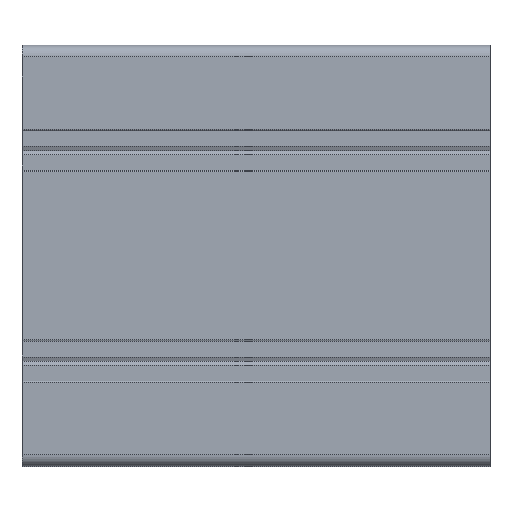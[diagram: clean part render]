
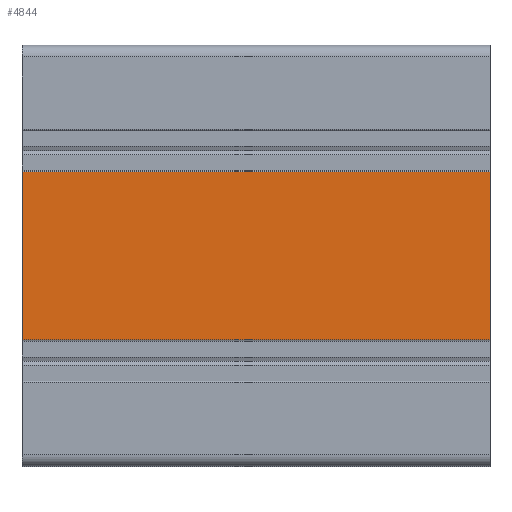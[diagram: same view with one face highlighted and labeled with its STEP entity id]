
A CAD part, top view. The second image highlights one B-rep face of the part: STEP entity #4844.
In plain terms, the highlighted planar face has unit normal (0, 0, 1).
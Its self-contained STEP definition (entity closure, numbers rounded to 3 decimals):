
#115=PLANE('',#5260);
#336=FACE_OUTER_BOUND('',#580,.T.);
#580=EDGE_LOOP('',(#3794,#3795,#3796,#3797));
#1008=LINE('',#7835,#1518);
#1009=LINE('',#7838,#1519);
#1010=LINE('',#7840,#1520);
#1011=LINE('',#7841,#1521);
#1518=VECTOR('',#6402,1.);
#1519=VECTOR('',#6405,1.);
#1520=VECTOR('',#6406,1.);
#1521=VECTOR('',#6407,1.);
#2244=VERTEX_POINT('',#7831);
#2245=VERTEX_POINT('',#7833);
#2246=VERTEX_POINT('',#7837);
#2247=VERTEX_POINT('',#7839);
#2898=EDGE_CURVE('',#2244,#2245,#1008,.T.);
#2899=EDGE_CURVE('',#2244,#2246,#1009,.T.);
#2900=EDGE_CURVE('',#2247,#2245,#1010,.T.);
#2901=EDGE_CURVE('',#2246,#2247,#1011,.T.);
#3794=ORIENTED_EDGE('',*,*,#2899,.F.);
#3795=ORIENTED_EDGE('',*,*,#2898,.T.);
#3796=ORIENTED_EDGE('',*,*,#2900,.F.);
#3797=ORIENTED_EDGE('',*,*,#2901,.F.);
#4844=ADVANCED_FACE('',(#336),#115,.T.);
#5260=AXIS2_PLACEMENT_3D('',#7836,#6403,#6404);
#6402=DIRECTION('',(1.,0.,0.));
#6403=DIRECTION('center_axis',(0.,0.,1.));
#6404=DIRECTION('ref_axis',(0.,-1.,0.));
#6405=DIRECTION('',(0.,1.,0.));
#6406=DIRECTION('',(0.,-1.,0.));
#6407=DIRECTION('',(1.,0.,0.));
#7831=CARTESIAN_POINT('',(0.,27.05,45.));
#7833=CARTESIAN_POINT('',(100.,27.05,45.));
#7835=CARTESIAN_POINT('',(0.,27.05,45.));
#7836=CARTESIAN_POINT('Origin',(0.,62.95,45.));
#7837=CARTESIAN_POINT('',(0.,62.95,45.));
#7838=CARTESIAN_POINT('',(0.,27.05,45.));
#7839=CARTESIAN_POINT('',(100.,62.95,45.));
#7840=CARTESIAN_POINT('',(100.,27.05,45.));
#7841=CARTESIAN_POINT('',(0.,62.95,45.));
